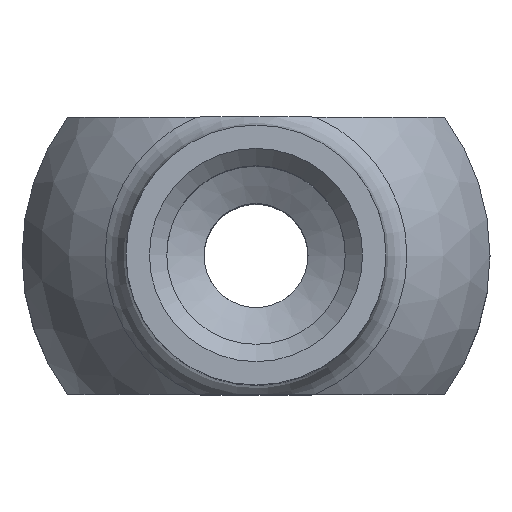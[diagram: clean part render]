
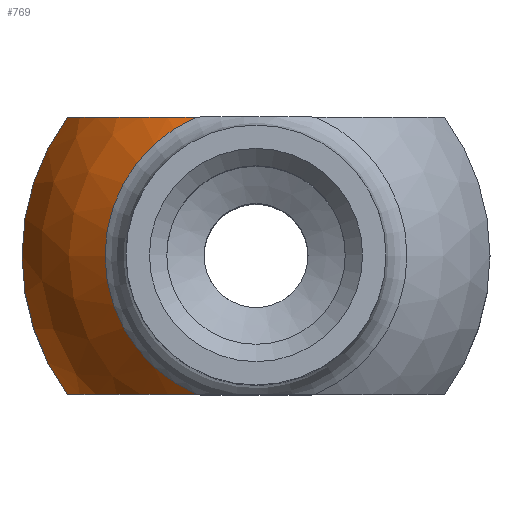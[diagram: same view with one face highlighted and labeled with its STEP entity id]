
A CAD part, top view. The second image highlights one B-rep face of the part: STEP entity #769.
In plain terms, the highlighted spherical face has radius 7 mm.
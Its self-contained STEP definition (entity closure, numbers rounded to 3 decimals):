
#695=CARTESIAN_POINT('',(-20.219,6.807,5.481));
#696=VERTEX_POINT('',#695);
#715=CARTESIAN_POINT('',(-20.219,14.807,5.481));
#716=VERTEX_POINT('',#715);
#726=CARTESIAN_POINT('',(-18.498,10.807,5.481));
#727=DIRECTION('',(0.0,0.0,1.0));
#728=DIRECTION('',(-1.0,0.0,0.0));
#729=AXIS2_PLACEMENT_3D('',#726,#727,#728);
#730=CIRCLE('',#729,4.355);
#731=EDGE_CURVE('',#716,#696,#730,.T.);
#736=CARTESIAN_POINT('',(-18.498,10.807,0.0));
#737=DIRECTION('',(0.0,0.0,1.0));
#738=DIRECTION('',(1.0,0.0,0.0));
#739=AXIS2_PLACEMENT_3D('',#736,#737,#738);
#740=SPHERICAL_SURFACE('',#739,7.);
#741=ORIENTED_EDGE('',*,*,#731,.F.);
#742=CARTESIAN_POINT('',(-23.935,14.807,1.854));
#743=VERTEX_POINT('',#742);
#744=CARTESIAN_POINT('',(-18.498,14.807,0.0));
#745=DIRECTION('',(0.0,-1.0,0.0));
#746=DIRECTION('',(0.0,0.0,1.0));
#747=AXIS2_PLACEMENT_3D('',#744,#745,#746);
#748=CIRCLE('',#747,5.745);
#749=EDGE_CURVE('',#716,#743,#748,.T.);
#750=ORIENTED_EDGE('',*,*,#749,.T.);
#751=CARTESIAN_POINT('',(-23.935,6.807,1.854));
#752=VERTEX_POINT('',#751);
#753=CARTESIAN_POINT('',(-18.498,10.807,1.854));
#754=DIRECTION('',(0.0,0.0,-1.0));
#755=DIRECTION('',(-1.0,0.0,0.0));
#756=AXIS2_PLACEMENT_3D('',#753,#754,#755);
#757=CIRCLE('',#756,6.75);
#758=EDGE_CURVE('',#752,#743,#757,.T.);
#759=ORIENTED_EDGE('',*,*,#758,.F.);
#760=CARTESIAN_POINT('',(-18.498,6.807,0.0));
#761=DIRECTION('',(0.0,1.0,0.0));
#762=DIRECTION('',(0.0,0.0,-1.0));
#763=AXIS2_PLACEMENT_3D('',#760,#761,#762);
#764=CIRCLE('',#763,5.745);
#765=EDGE_CURVE('',#752,#696,#764,.T.);
#766=ORIENTED_EDGE('',*,*,#765,.T.);
#767=EDGE_LOOP('',(#741,#750,#759,#766));
#768=FACE_OUTER_BOUND('',#767,.T.);
#769=ADVANCED_FACE('',(#768),#740,.T.);
